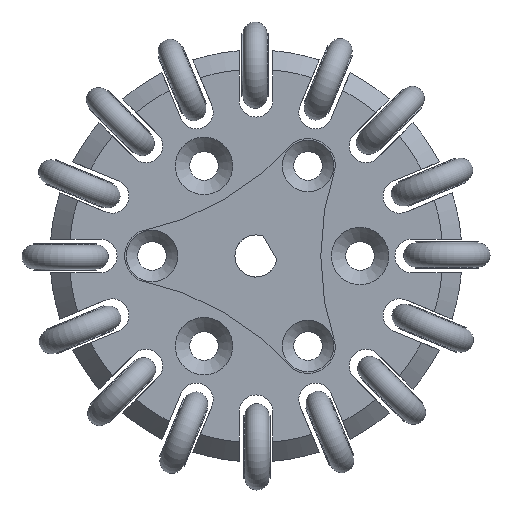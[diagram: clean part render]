
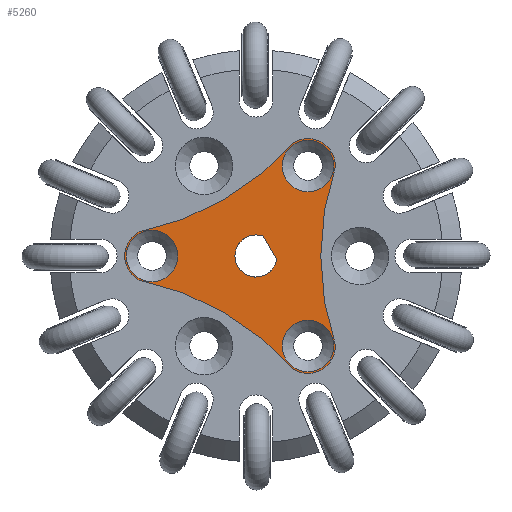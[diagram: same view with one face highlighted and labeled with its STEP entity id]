
A CAD part, front view. The second image highlights one B-rep face of the part: STEP entity #5260.
In plain terms, the highlighted planar face has unit normal (0, -1, 0).
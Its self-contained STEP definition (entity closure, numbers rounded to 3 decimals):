
#200=FACE_BOUND('',#873,.T.);
#201=FACE_BOUND('',#874,.T.);
#202=FACE_BOUND('',#875,.T.);
#203=FACE_BOUND('',#876,.T.);
#320=PLANE('',#5874);
#570=FACE_OUTER_BOUND('',#872,.T.);
#872=EDGE_LOOP('',(#4745,#4746,#4747,#4748,#4749,#4750));
#873=EDGE_LOOP('',(#4751));
#874=EDGE_LOOP('',(#4752,#4753,#4754));
#875=EDGE_LOOP('',(#4755));
#876=EDGE_LOOP('',(#4756));
#1335=LINE('',#9079,#1767);
#1767=VECTOR('',#7389,10.);
#2042=CIRCLE('',#5872,2.7);
#2044=CIRCLE('',#5875,29.4);
#2045=CIRCLE('',#5876,2.85);
#2046=CIRCLE('',#5877,29.4);
#2047=CIRCLE('',#5878,2.85);
#2048=CIRCLE('',#5879,29.4);
#2049=CIRCLE('',#5880,2.85);
#2050=CIRCLE('',#5881,2.7);
#2051=CIRCLE('',#5882,2.2);
#2052=CIRCLE('',#5883,2.2);
#2053=CIRCLE('',#5884,2.7);
#2549=VERTEX_POINT('',#9057);
#2551=VERTEX_POINT('',#9063);
#2552=VERTEX_POINT('',#9064);
#2553=VERTEX_POINT('',#9066);
#2554=VERTEX_POINT('',#9068);
#2555=VERTEX_POINT('',#9070);
#2556=VERTEX_POINT('',#9072);
#2557=VERTEX_POINT('',#9075);
#2558=VERTEX_POINT('',#9077);
#2559=VERTEX_POINT('',#9078);
#2560=VERTEX_POINT('',#9080);
#2561=VERTEX_POINT('',#9083);
#3287=EDGE_CURVE('',#2549,#2549,#2042,.T.);
#3290=EDGE_CURVE('',#2551,#2552,#2044,.T.);
#3291=EDGE_CURVE('',#2552,#2553,#2045,.T.);
#3292=EDGE_CURVE('',#2553,#2554,#2046,.T.);
#3293=EDGE_CURVE('',#2554,#2555,#2047,.T.);
#3294=EDGE_CURVE('',#2555,#2556,#2048,.T.);
#3295=EDGE_CURVE('',#2556,#2551,#2049,.T.);
#3296=EDGE_CURVE('',#2557,#2557,#2050,.T.);
#3297=EDGE_CURVE('',#2558,#2559,#1335,.T.);
#3298=EDGE_CURVE('',#2559,#2560,#2051,.T.);
#3299=EDGE_CURVE('',#2560,#2558,#2052,.T.);
#3300=EDGE_CURVE('',#2561,#2561,#2053,.T.);
#4745=ORIENTED_EDGE('',*,*,#3290,.T.);
#4746=ORIENTED_EDGE('',*,*,#3291,.T.);
#4747=ORIENTED_EDGE('',*,*,#3292,.T.);
#4748=ORIENTED_EDGE('',*,*,#3293,.T.);
#4749=ORIENTED_EDGE('',*,*,#3294,.T.);
#4750=ORIENTED_EDGE('',*,*,#3295,.T.);
#4751=ORIENTED_EDGE('',*,*,#3296,.F.);
#4752=ORIENTED_EDGE('',*,*,#3297,.T.);
#4753=ORIENTED_EDGE('',*,*,#3298,.T.);
#4754=ORIENTED_EDGE('',*,*,#3299,.T.);
#4755=ORIENTED_EDGE('',*,*,#3300,.F.);
#4756=ORIENTED_EDGE('',*,*,#3287,.F.);
#5260=ADVANCED_FACE('',(#570,#200,#201,#202,#203),#320,.F.);
#5872=AXIS2_PLACEMENT_3D('',#9058,#7368,#7369);
#5874=AXIS2_PLACEMENT_3D('',#9062,#7373,#7374);
#5875=AXIS2_PLACEMENT_3D('',#9065,#7375,#7376);
#5876=AXIS2_PLACEMENT_3D('',#9067,#7377,#7378);
#5877=AXIS2_PLACEMENT_3D('',#9069,#7379,#7380);
#5878=AXIS2_PLACEMENT_3D('',#9071,#7381,#7382);
#5879=AXIS2_PLACEMENT_3D('',#9073,#7383,#7384);
#5880=AXIS2_PLACEMENT_3D('',#9074,#7385,#7386);
#5881=AXIS2_PLACEMENT_3D('',#9076,#7387,#7388);
#5882=AXIS2_PLACEMENT_3D('',#9081,#7390,#7391);
#5883=AXIS2_PLACEMENT_3D('',#9082,#7392,#7393);
#5884=AXIS2_PLACEMENT_3D('',#9084,#7394,#7395);
#7368=DIRECTION('center_axis',(0.,-1.,0.));
#7369=DIRECTION('ref_axis',(1.,0.,0.));
#7373=DIRECTION('center_axis',(0.,1.,0.));
#7374=DIRECTION('ref_axis',(0.,0.,1.));
#7375=DIRECTION('center_axis',(0.,1.,0.));
#7376=DIRECTION('ref_axis',(-0.316,0.,0.949));
#7377=DIRECTION('center_axis',(0.,-1.,0.));
#7378=DIRECTION('ref_axis',(-0.847,0.,-0.531));
#7379=DIRECTION('center_axis',(0.,1.,0.));
#7380=DIRECTION('ref_axis',(-0.663,0.,-0.748));
#7381=DIRECTION('center_axis',(0.,-1.,0.));
#7382=DIRECTION('ref_axis',(0.883,0.,-0.469));
#7383=DIRECTION('center_axis',(0.,1.,0.));
#7384=DIRECTION('ref_axis',(0.98,0.,-0.2));
#7385=DIRECTION('center_axis',(0.,-1.,0.));
#7386=DIRECTION('ref_axis',(-0.036,0.,0.999));
#7387=DIRECTION('center_axis',(0.,-1.,0.));
#7388=DIRECTION('ref_axis',(1.,0.,0.));
#7389=DIRECTION('',(0.,0.,-1.));
#7390=DIRECTION('center_axis',(0.,1.,0.));
#7391=DIRECTION('ref_axis',(1.,0.,0.));
#7392=DIRECTION('center_axis',(0.,1.,0.));
#7393=DIRECTION('ref_axis',(1.,0.,0.));
#7394=DIRECTION('center_axis',(0.,-1.,0.));
#7395=DIRECTION('ref_axis',(1.,0.,0.));
#9057=CARTESIAN_POINT('',(-2.7,-0.2,-10.857));
#9058=CARTESIAN_POINT('Origin',(0.,-0.2,-10.857));
#9062=CARTESIAN_POINT('Origin',(0.,-0.2,-2.714));
#9063=CARTESIAN_POINT('',(9.3,-0.2,8.277));
#9064=CARTESIAN_POINT('',(-9.3,-0.2,8.277));
#9065=CARTESIAN_POINT('Origin',(0.,-0.2,36.167));
#9066=CARTESIAN_POINT('',(-11.818,-0.2,3.916));
#9067=CARTESIAN_POINT('Origin',(-9.402,-0.2,5.428));
#9068=CARTESIAN_POINT('',(-2.518,-0.2,-12.192));
#9069=CARTESIAN_POINT('Origin',(-31.321,-0.2,-18.083));
#9070=CARTESIAN_POINT('',(2.518,-0.2,-12.192));
#9071=CARTESIAN_POINT('Origin',(0.,-0.2,-10.857));
#9072=CARTESIAN_POINT('',(11.818,-0.2,3.916));
#9073=CARTESIAN_POINT('Origin',(31.321,-0.2,-18.083));
#9074=CARTESIAN_POINT('Origin',(9.402,-0.2,5.428));
#9075=CARTESIAN_POINT('',(6.702,-0.2,5.428));
#9076=CARTESIAN_POINT('Origin',(9.402,-0.2,5.428));
#9077=CARTESIAN_POINT('',(1.7,-0.2,1.396));
#9078=CARTESIAN_POINT('',(1.7,-0.2,-1.396));
#9079=CARTESIAN_POINT('',(1.7,-0.2,-2.055));
#9080=CARTESIAN_POINT('',(-2.2,-0.2,0.));
#9081=CARTESIAN_POINT('Origin',(0.,-0.2,0.));
#9082=CARTESIAN_POINT('Origin',(0.,-0.2,0.));
#9083=CARTESIAN_POINT('',(-12.102,-0.2,5.428));
#9084=CARTESIAN_POINT('Origin',(-9.402,-0.2,5.428));
